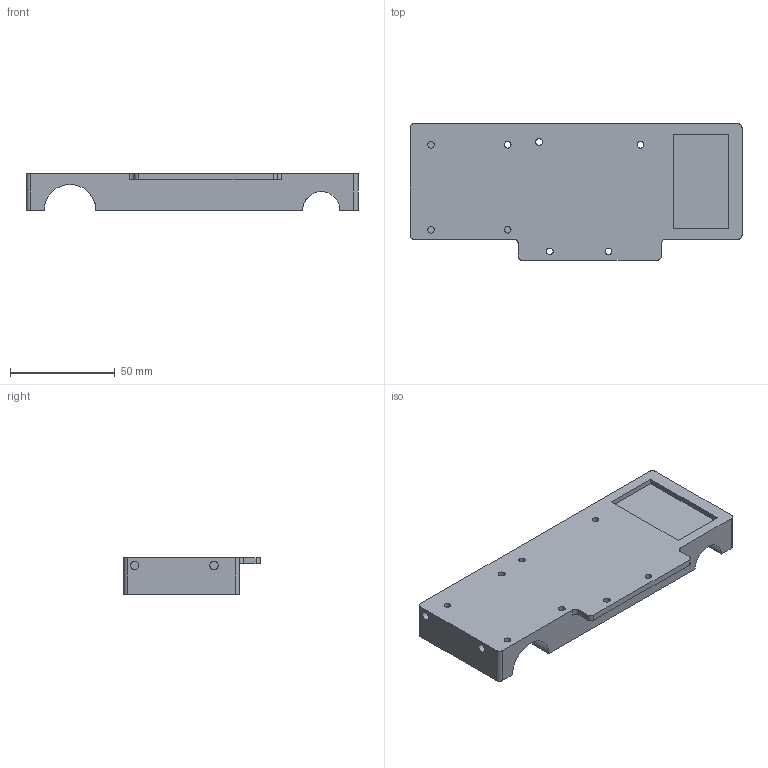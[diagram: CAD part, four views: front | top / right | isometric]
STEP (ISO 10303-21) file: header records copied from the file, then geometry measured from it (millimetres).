
FILE_DESCRIPTION(/* description */ (''),/* implementation_level */ '2;1');
FILE_NAME(/* name */ 'BottomHalf1.stp',/* time_stamp */ '2025-12-29T09:39:19-05:00',/* author */ ('nmari'),/* organization */ (''),/* preprocessor_version */ 'ST-DEVELOPER v20.1',/* originating_system */ 'Autodesk Inventor 2026',/* authorisation */ '');
FILE_SCHEMA (('AUTOMOTIVE_DESIGN { 1 0 10303 214 3 1 1 }'));
Length unit declared in the file: millimetre
Products named in the file (1): BottomHalf1
Bounding box: 158.1 x 65 x 17.5 mm (x, y, z)
Volume: 99293.9 mm3; surface area: 29782.6 mm2
Topology: 1 solids, 1 shells, 68 faces, 156 edges, 104 vertices
Faces by surface type: plane 35, cylinder 33
Full cylindrical faces by diameter (mm): 3.2 x8, 4 x10
Entity records: 2039 total; most frequent: CARTESIAN_POINT 365, DIRECTION 356, ORIENTED_EDGE 312, EDGE_CURVE 156, AXIS2_PLACEMENT_3D 133, VERTEX_POINT 104, EDGE_LOOP 92, LINE 90
